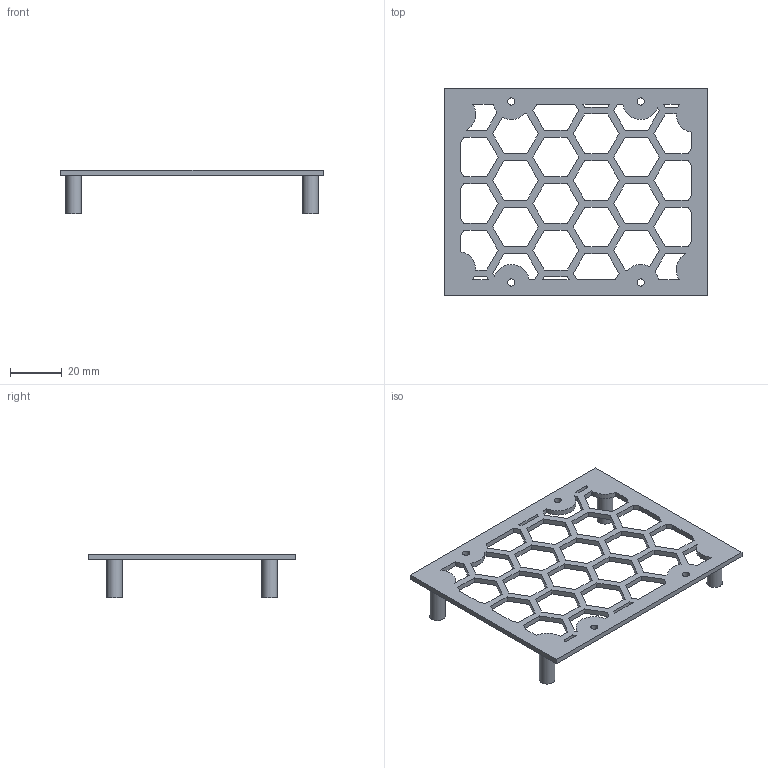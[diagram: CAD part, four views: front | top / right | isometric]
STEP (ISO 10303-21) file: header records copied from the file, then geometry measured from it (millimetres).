
FILE_DESCRIPTION(('Open CASCADE Model'),'2;1');
FILE_NAME('Open CASCADE Shape Model','2025-12-03T08:25:59',('Author'),( 'Open CASCADE'),'Open CASCADE STEP processor 7.8','build123d', 'Unknown');
FILE_SCHEMA(('AUTOMOTIVE_DESIGN { 1 0 10303 214 1 1 1 1 }'));
Length unit declared in the file: millimetre
Products named in the file (1): COMPOUND
Bounding box: 101.5 x 80 x 17 mm (x, y, z)
Volume: 9331.6 mm3; surface area: 12977 mm2
Topology: 1 solids, 1 shells, 194 faces, 552 edges, 368 vertices
Faces by surface type: plane 170, cylinder 24
Full cylindrical faces by diameter (mm): 2.8 x8, 6 x4
Entity records: 13550 total; most frequent: CARTESIAN_POINT 2243, DIRECTION 2090, LINE 1560, VECTOR 1560, ORIENTED_EDGE 1104, PCURVE 1104, DEFINITIONAL_REPRESENTATION 1104, EDGE_CURVE 552
